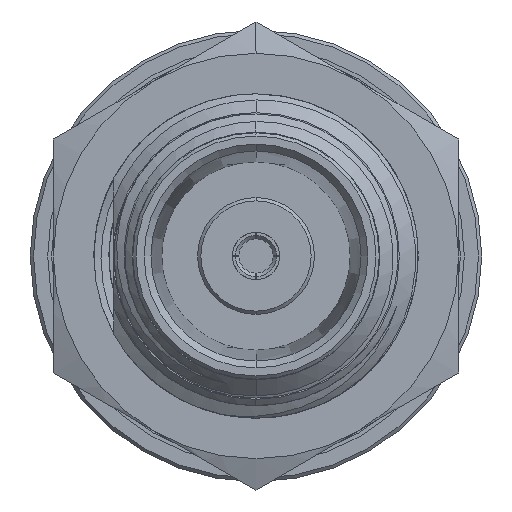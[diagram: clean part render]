
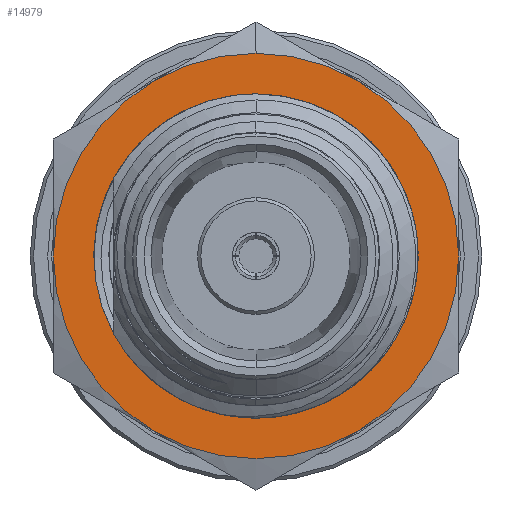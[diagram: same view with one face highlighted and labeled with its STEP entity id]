
A CAD part, left-side view. The second image highlights one B-rep face of the part: STEP entity #14979.
In plain terms, the highlighted planar face has unit normal (-1, 0, 0).
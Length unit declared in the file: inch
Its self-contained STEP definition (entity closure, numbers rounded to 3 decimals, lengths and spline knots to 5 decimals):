
#525 = EDGE_LOOP ( 'NONE', ( #16159, #6127 ) ) ;
#735 = AXIS2_PLACEMENT_3D ( 'NONE', #2760, #10048, #20981 ) ;
#889 = CIRCLE ( 'NONE', #4770, 0.25 ) ;
#952 = EDGE_CURVE ( 'NONE', #5936, #23095, #8491, .T. ) ;
#1194 = AXIS2_PLACEMENT_3D ( 'NONE', #2069, #21867, #10531 ) ;
#1391 = AXIS2_PLACEMENT_3D ( 'NONE', #9845, #17354, #22741 ) ;
#2069 = CARTESIAN_POINT ( 'NONE',  ( 0.523, 0., 0. ) ) ;
#2760 = CARTESIAN_POINT ( 'NONE',  ( 0.523, 0., 0. ) ) ;
#3153 = EDGE_CURVE ( 'NONE', #23575, #8203, #19631, .T. ) ;
#3517 = VERTEX_POINT ( 'NONE', #15943 ) ;
#3883 = VERTEX_POINT ( 'NONE', #20639 ) ;
#4204 = CARTESIAN_POINT ( 'NONE',  ( 0.523, 0., 0. ) ) ;
#4351 = AXIS2_PLACEMENT_3D ( 'NONE', #20989, #22793, #15545 ) ;
#4495 = ORIENTED_EDGE ( 'NONE', *, *, #4760, .T. ) ;
#4671 = CARTESIAN_POINT ( 'NONE',  ( 0.523, 0., 0. ) ) ;
#4760 = EDGE_CURVE ( 'NONE', #3517, #14487, #20486, .T. ) ;
#4770 = AXIS2_PLACEMENT_3D ( 'NONE', #12707, #10799, #9049 ) ;
#4850 = DIRECTION ( 'NONE',  ( -1., 0., 0. ) ) ;
#5452 = VERTEX_POINT ( 'NONE', #9438 ) ;
#5614 = AXIS2_PLACEMENT_3D ( 'NONE', #4204, #18761, #20610 ) ;
#5936 = VERTEX_POINT ( 'NONE', #13756 ) ;
#6127 = ORIENTED_EDGE ( 'NONE', *, *, #18395, .F. ) ;
#6542 = EDGE_CURVE ( 'NONE', #5452, #3517, #22671, .T. ) ;
#7037 = EDGE_CURVE ( 'NONE', #3883, #23575, #19827, .T. ) ;
#7181 = CARTESIAN_POINT ( 'NONE',  ( 0.523, -0.18024, -0.17324 ) ) ;
#7317 = EDGE_CURVE ( 'NONE', #14487, #3883, #20684, .T. ) ;
#7370 = CIRCLE ( 'NONE', #21060, 0.3125 ) ;
#7525 = ORIENTED_EDGE ( 'NONE', *, *, #7317, .T. ) ;
#7932 = EDGE_LOOP ( 'NONE', ( #4495, #7525, #15765, #16195, #10347, #21954, #12081 ) ) ;
#8203 = VERTEX_POINT ( 'NONE', #10636 ) ;
#8379 = DIRECTION ( 'NONE',  ( 0., 0., 1. ) ) ;
#8491 = CIRCLE ( 'NONE', #17658, 0.25 ) ;
#9049 = DIRECTION ( 'NONE',  ( 0., 0., 1. ) ) ;
#9373 = AXIS2_PLACEMENT_3D ( 'NONE', #17606, #22914, #22990 ) ;
#9438 = CARTESIAN_POINT ( 'NONE',  ( 0.523, -0.3125, 0. ) ) ;
#9845 = CARTESIAN_POINT ( 'NONE',  ( 0.523, 0., 0. ) ) ;
#9930 = CARTESIAN_POINT ( 'NONE',  ( 0.523, 0., 0.3125 ) ) ;
#10048 = DIRECTION ( 'NONE',  ( -1., 0., 0. ) ) ;
#10085 = PLANE ( 'NONE',  #1391 ) ;
#10347 = ORIENTED_EDGE ( 'NONE', *, *, #10495, .T. ) ;
#10495 = EDGE_CURVE ( 'NONE', #8203, #16699, #15754, .T. ) ;
#10531 = DIRECTION ( 'NONE',  ( 0., 0., 1. ) ) ;
#10572 = DIRECTION ( 'NONE',  ( -1., 0., 0. ) ) ;
#10636 = CARTESIAN_POINT ( 'NONE',  ( 0.523, 0.15625, -0.27063 ) ) ;
#10799 = DIRECTION ( 'NONE',  ( -1., 0., 0. ) ) ;
#11587 = CARTESIAN_POINT ( 'NONE',  ( 0.523, -0.15625, -0.27063 ) ) ;
#12081 = ORIENTED_EDGE ( 'NONE', *, *, #6542, .T. ) ;
#12416 = DIRECTION ( 'NONE',  ( 0., 0., 1. ) ) ;
#12707 = CARTESIAN_POINT ( 'NONE',  ( 0.523, 0., 0. ) ) ;
#13756 = CARTESIAN_POINT ( 'NONE',  ( 0.523, -0.24995, 0.00495 ) ) ;
#14148 = CARTESIAN_POINT ( 'NONE',  ( 0.523, 0., 0. ) ) ;
#14487 = VERTEX_POINT ( 'NONE', #9930 ) ;
#14979 = ADVANCED_FACE ( 'NONE', ( #15669, #23352 ), #10085, .T. ) ;
#15545 = DIRECTION ( 'NONE',  ( 0., 0., 1. ) ) ;
#15669 = FACE_BOUND ( 'NONE', #525, .T. ) ;
#15731 = CARTESIAN_POINT ( 'NONE',  ( 0.523, 0., 0. ) ) ;
#15754 = CIRCLE ( 'NONE', #5614, 0.3125 ) ;
#15765 = ORIENTED_EDGE ( 'NONE', *, *, #7037, .T. ) ;
#15943 = CARTESIAN_POINT ( 'NONE',  ( 0.523, -0.15625, 0.27063 ) ) ;
#16159 = ORIENTED_EDGE ( 'NONE', *, *, #952, .F. ) ;
#16195 = ORIENTED_EDGE ( 'NONE', *, *, #3153, .T. ) ;
#16699 = VERTEX_POINT ( 'NONE', #11587 ) ;
#16703 = AXIS2_PLACEMENT_3D ( 'NONE', #4671, #21145, #8379 ) ;
#17354 = DIRECTION ( 'NONE',  ( -1., 0., 0. ) ) ;
#17579 = DIRECTION ( 'NONE',  ( 0., 0., 1. ) ) ;
#17606 = CARTESIAN_POINT ( 'NONE',  ( 0.523, 0., 0. ) ) ;
#17658 = AXIS2_PLACEMENT_3D ( 'NONE', #14148, #10572, #12416 ) ;
#18395 = EDGE_CURVE ( 'NONE', #23095, #5936, #889, .T. ) ;
#18577 = CARTESIAN_POINT ( 'NONE',  ( 0.523, 0.3125, 0. ) ) ;
#18761 = DIRECTION ( 'NONE',  ( -1., 0., 0. ) ) ;
#19631 = CIRCLE ( 'NONE', #4351, 0.3125 ) ;
#19827 = CIRCLE ( 'NONE', #1194, 0.3125 ) ;
#20380 = EDGE_CURVE ( 'NONE', #16699, #5452, #7370, .T. ) ;
#20486 = CIRCLE ( 'NONE', #9373, 0.3125 ) ;
#20610 = DIRECTION ( 'NONE',  ( 0., 0., 1. ) ) ;
#20639 = CARTESIAN_POINT ( 'NONE',  ( 0.523, 0.15625, 0.27063 ) ) ;
#20684 = CIRCLE ( 'NONE', #735, 0.3125 ) ;
#20981 = DIRECTION ( 'NONE',  ( 0., 0., 1. ) ) ;
#20989 = CARTESIAN_POINT ( 'NONE',  ( 0.523, 0., 0. ) ) ;
#21060 = AXIS2_PLACEMENT_3D ( 'NONE', #15731, #4850, #17579 ) ;
#21145 = DIRECTION ( 'NONE',  ( -1., 0., 0. ) ) ;
#21867 = DIRECTION ( 'NONE',  ( -1., 0., 0. ) ) ;
#21954 = ORIENTED_EDGE ( 'NONE', *, *, #20380, .T. ) ;
#22671 = CIRCLE ( 'NONE', #16703, 0.3125 ) ;
#22741 = DIRECTION ( 'NONE',  ( 0., 0., 1. ) ) ;
#22793 = DIRECTION ( 'NONE',  ( -1., 0., 0. ) ) ;
#22914 = DIRECTION ( 'NONE',  ( -1., 0., 0. ) ) ;
#22990 = DIRECTION ( 'NONE',  ( 0., 0., 1. ) ) ;
#23095 = VERTEX_POINT ( 'NONE', #7181 ) ;
#23352 = FACE_OUTER_BOUND ( 'NONE', #7932, .T. ) ;
#23575 = VERTEX_POINT ( 'NONE', #18577 ) ;
